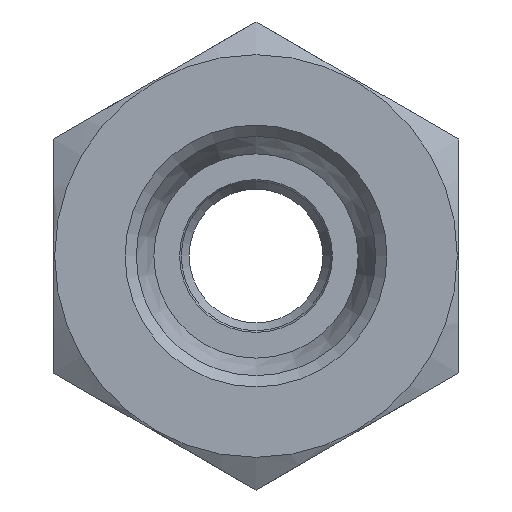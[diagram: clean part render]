
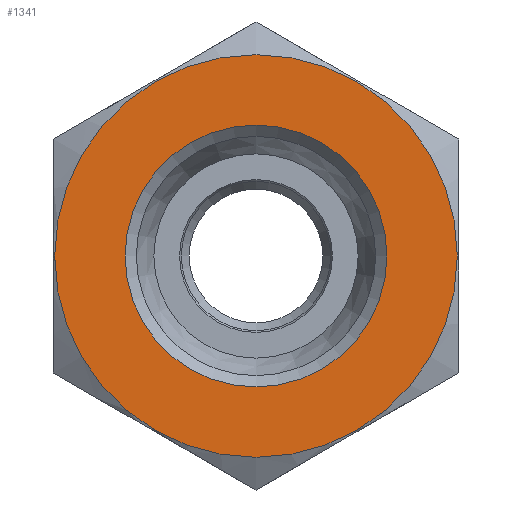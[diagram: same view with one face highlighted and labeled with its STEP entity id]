
A CAD part, left-side view. The second image highlights one B-rep face of the part: STEP entity #1341.
In plain terms, the highlighted planar face has unit normal (-1, 0, 0).
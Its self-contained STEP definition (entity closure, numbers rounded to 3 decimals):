
#21 = CIRCLE ( 'NONE', #1088, 11.629 ) ;
#24 = CARTESIAN_POINT ( 'NONE',  ( -100.3, 0., 0. ) ) ;
#120 = EDGE_LOOP ( 'NONE', ( #1216 ) ) ;
#237 = CIRCLE ( 'NONE', #1213, 17.883 ) ;
#248 = DIRECTION ( 'NONE',  ( -1., 0., 0. ) ) ;
#274 = CARTESIAN_POINT ( 'NONE',  ( -100.3, 0., -11.629 ) ) ;
#279 = PLANE ( 'NONE',  #288 ) ;
#288 = AXIS2_PLACEMENT_3D ( 'NONE', #1016, #370, #1122 ) ;
#329 = VERTEX_POINT ( 'NONE', #390 ) ;
#331 = DIRECTION ( 'NONE',  ( 0., 0., 1. ) ) ;
#339 = VERTEX_POINT ( 'NONE', #274 ) ;
#370 = DIRECTION ( 'NONE',  ( 1., 0., 0. ) ) ;
#390 = CARTESIAN_POINT ( 'NONE',  ( -100.3, 0., 17.883 ) ) ;
#456 = FACE_BOUND ( 'NONE', #466, .T. ) ;
#466 = EDGE_LOOP ( 'NONE', ( #1132 ) ) ;
#513 = EDGE_CURVE ( 'NONE', #329, #329, #237, .T. ) ;
#719 = DIRECTION ( 'NONE',  ( 1., 0., 0. ) ) ;
#835 = CARTESIAN_POINT ( 'NONE',  ( -100.3, 0., 0. ) ) ;
#946 = DIRECTION ( 'NONE',  ( 0., 0., -1. ) ) ;
#1016 = CARTESIAN_POINT ( 'NONE',  ( -100.3, 17.883, 0. ) ) ;
#1057 = FACE_OUTER_BOUND ( 'NONE', #120, .T. ) ;
#1088 = AXIS2_PLACEMENT_3D ( 'NONE', #835, #719, #946 ) ;
#1122 = DIRECTION ( 'NONE',  ( 0., 0., -1. ) ) ;
#1132 = ORIENTED_EDGE ( 'NONE', *, *, #1196, .T. ) ;
#1196 = EDGE_CURVE ( 'NONE', #339, #339, #21, .T. ) ;
#1213 = AXIS2_PLACEMENT_3D ( 'NONE', #24, #248, #331 ) ;
#1216 = ORIENTED_EDGE ( 'NONE', *, *, #513, .T. ) ;
#1341 = ADVANCED_FACE ( 'NONE', ( #456, #1057 ), #279, .F. ) ;
